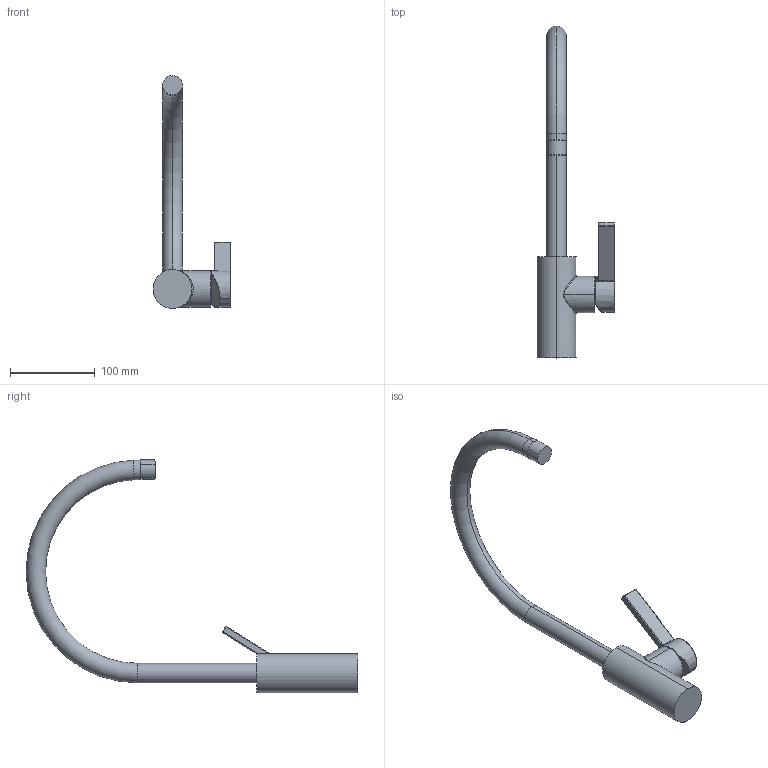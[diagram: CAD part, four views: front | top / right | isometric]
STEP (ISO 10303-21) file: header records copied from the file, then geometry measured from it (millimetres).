
FILE_DESCRIPTION (( 'STEP AP214' ), '1' );
FILE_NAME ('33836875ff_PM.STEP', '2024-03-28T07:24:50', ( '' ), ( '' ), 'SwSTEP 2.0', 'SolidWorks 2023', '' );
FILE_SCHEMA (( 'AUTOMOTIVE_DESIGN' ));
Length unit declared in the file: millimetre
Products named in the file (5): Planungsmodell_Hebel-+-092079040_K1; Planungsmodell_Huelse-+-09230100490_K1; 33836875ff_PM; Planungsmodell_Rohr-+-09282220290_K1; Planungsmodell_Koerper-+-09198804990_K1
Assembly tree (4 placements, depth 2):
  33836875ff_PM
    Planungsmodell_Koerper-+-09198804990_K1
    Planungsmodell_Hebel-+-092079040_K1
    Planungsmodell_Rohr-+-09282220290_K1
    Planungsmodell_Huelse-+-09230100490_K1
Bounding box: 92 x 391.88 x 275.35 mm (x, y, z)
Volume: 299256.3 mm3; surface area: 120047.7 mm2
Topology: 4 solids, 13 shells, 231 faces, 521 edges, 303 vertices
Faces by surface type: cylinder 84, plane 57, cone 38, torus 30, bspline 17, sphere 5
Entity records: 8385 total; most frequent: CARTESIAN_POINT 3263, DIRECTION 1101, ORIENTED_EDGE 1002, EDGE_CURVE 501, AXIS2_PLACEMENT_3D 457, VERTEX_POINT 303, EDGE_LOOP 242, CIRCLE 236
